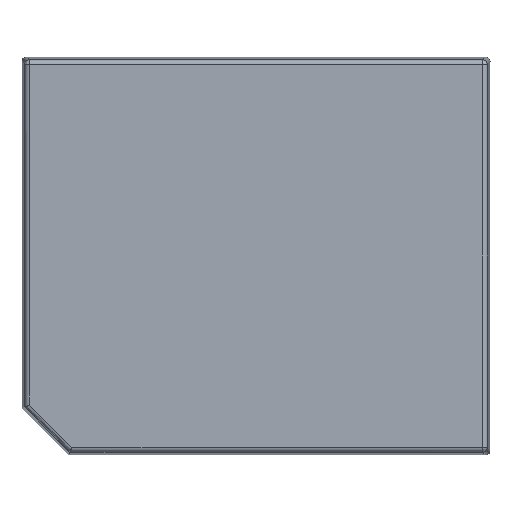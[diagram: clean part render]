
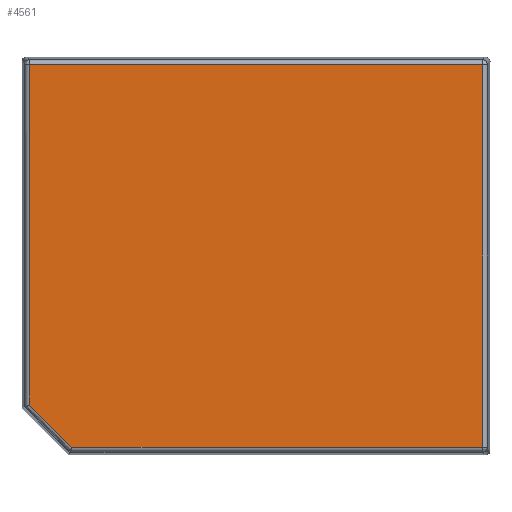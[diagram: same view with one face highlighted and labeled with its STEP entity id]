
A CAD part, front view. The second image highlights one B-rep face of the part: STEP entity #4561.
In plain terms, the highlighted free-form (B-spline) face has degree [3, 3] with [4, 4] control points.
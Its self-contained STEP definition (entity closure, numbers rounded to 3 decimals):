
#1038=CARTESIAN_POINT('',(-7.868,0.,
-8.181));
#1058=CARTESIAN_POINT('',(-9.681,0.,-6.368));
#1142=DIRECTION('',(-0.707,0.,0.707));
#1143=VECTOR('',#1142,2.564);
#1144=CARTESIAN_POINT('',(-7.868,0.,
-8.181));
#1145=LINE('',#1144,#1143);
#1146=DIRECTION('',(0.,0.,1.));
#1147=VECTOR('',#1146,14.549);
#1148=CARTESIAN_POINT('',(-9.681,0.,-6.368));
#1149=LINE('',#1148,#1147);
#1150=DIRECTION('',(1.,0.,0.));
#1151=VECTOR('',#1150,19.363);
#1152=CARTESIAN_POINT('',(-9.681,0.,
8.181));
#1153=LINE('',#1152,#1151);
#1154=DIRECTION('',(0.,0.,-1.));
#1155=VECTOR('',#1154,16.363);
#1156=CARTESIAN_POINT('',(9.681,0.,
8.181));
#1157=LINE('',#1156,#1155);
#1158=DIRECTION('',(-1.,0.,0.));
#1159=VECTOR('',#1158,17.549);
#1160=CARTESIAN_POINT('',(9.681,0.,
-8.181));
#1161=LINE('',#1160,#1159);
#2569=VERTEX_POINT('',#1038);
#2570=CARTESIAN_POINT('',(9.681,0.,
-8.181));
#2571=VERTEX_POINT('',#2570);
#2574=VERTEX_POINT('',#1058);
#2583=CARTESIAN_POINT('',(9.681,0.,
8.181));
#2584=VERTEX_POINT('',#2583);
#2585=CARTESIAN_POINT('',(-9.681,0.,
8.181));
#2586=VERTEX_POINT('',#2585);
#4536=CARTESIAN_POINT('',(-10.069,0.,8.509));
#4537=CARTESIAN_POINT('',(-10.069,0.,2.836));
#4538=CARTESIAN_POINT('',(-10.069,0.,-2.836));
#4539=CARTESIAN_POINT('',(-10.069,0.,-8.509));
#4540=CARTESIAN_POINT('',(-3.356,0.,8.509));
#4541=CARTESIAN_POINT('',(-3.356,0.,2.836));
#4542=CARTESIAN_POINT('',(-3.356,0.,-2.836));
#4543=CARTESIAN_POINT('',(-3.356,0.,-8.509));
#4544=CARTESIAN_POINT('',(3.356,0.,8.509));
#4545=CARTESIAN_POINT('',(3.356,0.,2.836));
#4546=CARTESIAN_POINT('',(3.356,0.,-2.836));
#4547=CARTESIAN_POINT('',(3.356,0.,-8.509));
#4548=CARTESIAN_POINT('',(10.069,0.,8.509));
#4549=CARTESIAN_POINT('',(10.069,0.,2.836));
#4550=CARTESIAN_POINT('',(10.069,0.,-2.836));
#4551=CARTESIAN_POINT('',(10.069,0.,-8.509));
#4552=B_SPLINE_SURFACE_WITH_KNOTS('',3,3,((#4536,#4537,#4538,#4539),(#4540,
#4541,#4542,#4543),(#4544,#4545,#4546,#4547),(#4548,#4549,#4550,#4551)),
.UNSPECIFIED.,.F.,.F.,.F.,(4,4),(4,4),(-10.069,10.069),(
-8.509,8.509),.UNSPECIFIED.);
#4553=ORIENTED_EDGE('',*,*,#4287,.T.);
#4555=ORIENTED_EDGE('',*,*,#4554,.T.);
#4556=ORIENTED_EDGE('',*,*,#4436,.T.);
#4557=ORIENTED_EDGE('',*,*,#4493,.T.);
#4558=ORIENTED_EDGE('',*,*,#4260,.T.);
#4559=EDGE_LOOP('',(#4553,#4555,#4556,#4557,#4558));
#4560=FACE_OUTER_BOUND('',#4559,.F.);
#4561=ADVANCED_FACE('',(#4560),#4552,.F.);
#4260=EDGE_CURVE('',#2571,#2569,#1161,.T.);
#4287=EDGE_CURVE('',#2569,#2574,#1145,.T.);
#4436=EDGE_CURVE('',#2586,#2584,#1153,.T.);
#4493=EDGE_CURVE('',#2584,#2571,#1157,.T.);
#4554=EDGE_CURVE('',#2574,#2586,#1149,.T.);
